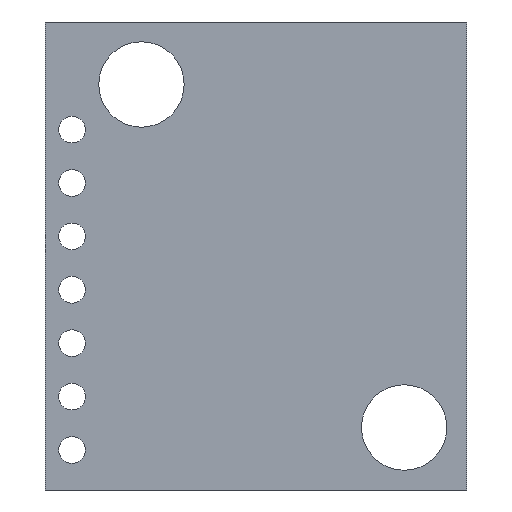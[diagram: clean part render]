
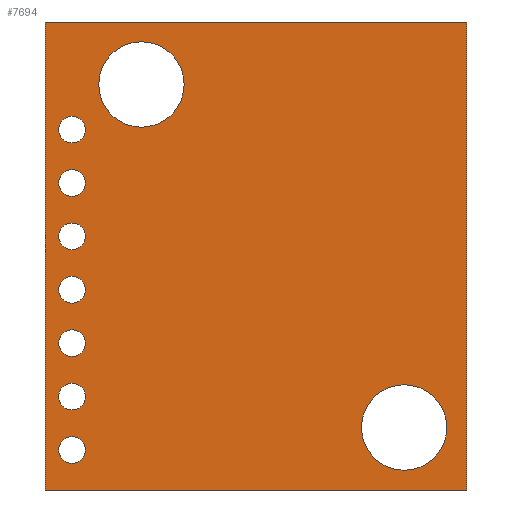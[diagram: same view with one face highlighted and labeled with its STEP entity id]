
A CAD part, front view. The second image highlights one B-rep face of the part: STEP entity #7694.
In plain terms, the highlighted planar face has unit normal (0, -1, 0).
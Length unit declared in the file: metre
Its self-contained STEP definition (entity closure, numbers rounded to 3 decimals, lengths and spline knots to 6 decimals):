
#2747=DIRECTION('',(0.,0.,1.));
#2748=VECTOR('',#2747,22.2631);
#2749=CARTESIAN_POINT('',(-10.0203,0.,-11.13155));
#2750=LINE('',#2749,#2748);
#2751=DIRECTION('',(1.,0.,0.));
#2752=VECTOR('',#2751,20.0406);
#2753=CARTESIAN_POINT('',(-10.0203,0.,11.13155));
#2754=LINE('',#2753,#2752);
#2755=DIRECTION('',(0.,0.,-1.));
#2756=VECTOR('',#2755,22.2631);
#2757=CARTESIAN_POINT('',(10.0203,0.,11.13155));
#2758=LINE('',#2757,#2756);
#2759=DIRECTION('',(-1.,0.,0.));
#2760=VECTOR('',#2759,20.0406);
#2761=CARTESIAN_POINT('',(10.0203,0.,-11.13155));
#2762=LINE('',#2761,#2760);
#2763=CARTESIAN_POINT('',(-5.4483,0.,8.15975));
#2764=DIRECTION('',(0.,1.,0.));
#2765=DIRECTION('',(1.,0.,0.));
#2766=AXIS2_PLACEMENT_3D('',#2763,#2764,#2765);
#2768=CARTESIAN_POINT('',(-5.4483,0.,8.15975));
#2769=DIRECTION('',(0.,1.,0.));
#2770=DIRECTION('',(-1.,0.,0.));
#2771=AXIS2_PLACEMENT_3D('',#2768,#2769,#2770);
#2773=CARTESIAN_POINT('',(7.0485,0.,-8.15975));
#2774=DIRECTION('',(0.,1.,0.));
#2775=DIRECTION('',(1.,0.,0.));
#2776=AXIS2_PLACEMENT_3D('',#2773,#2774,#2775);
#2778=CARTESIAN_POINT('',(7.0485,0.,-8.15975));
#2779=DIRECTION('',(0.,1.,0.));
#2780=DIRECTION('',(-1.,0.,0.));
#2781=AXIS2_PLACEMENT_3D('',#2778,#2779,#2780);
#2783=CARTESIAN_POINT('',(-8.7503,0.,-9.22655));
#2784=DIRECTION('',(0.,1.,0.));
#2785=DIRECTION('',(0.,0.,1.));
#2786=AXIS2_PLACEMENT_3D('',#2783,#2784,#2785);
#2788=CARTESIAN_POINT('',(-8.7503,0.,-9.22655));
#2789=DIRECTION('',(0.,1.,0.));
#2790=DIRECTION('',(0.,0.,-1.));
#2791=AXIS2_PLACEMENT_3D('',#2788,#2789,#2790);
#2793=CARTESIAN_POINT('',(-8.7503,0.,-6.68655));
#2794=DIRECTION('',(0.,1.,0.));
#2795=DIRECTION('',(0.,0.,1.));
#2796=AXIS2_PLACEMENT_3D('',#2793,#2794,#2795);
#2798=CARTESIAN_POINT('',(-8.7503,0.,-6.68655));
#2799=DIRECTION('',(0.,1.,0.));
#2800=DIRECTION('',(0.,0.,-1.));
#2801=AXIS2_PLACEMENT_3D('',#2798,#2799,#2800);
#2803=CARTESIAN_POINT('',(-8.7503,0.,-4.14655));
#2804=DIRECTION('',(0.,1.,0.));
#2805=DIRECTION('',(0.,0.,1.));
#2806=AXIS2_PLACEMENT_3D('',#2803,#2804,#2805);
#2808=CARTESIAN_POINT('',(-8.7503,0.,-4.14655));
#2809=DIRECTION('',(0.,1.,0.));
#2810=DIRECTION('',(0.,0.,-1.));
#2811=AXIS2_PLACEMENT_3D('',#2808,#2809,#2810);
#2813=CARTESIAN_POINT('',(-8.7503,0.,-1.60655));
#2814=DIRECTION('',(0.,1.,0.));
#2815=DIRECTION('',(0.,0.,1.));
#2816=AXIS2_PLACEMENT_3D('',#2813,#2814,#2815);
#2818=CARTESIAN_POINT('',(-8.7503,0.,-1.60655));
#2819=DIRECTION('',(0.,1.,0.));
#2820=DIRECTION('',(0.,0.,-1.));
#2821=AXIS2_PLACEMENT_3D('',#2818,#2819,#2820);
#2823=CARTESIAN_POINT('',(-8.7503,0.,0.93345));
#2824=DIRECTION('',(0.,1.,0.));
#2825=DIRECTION('',(0.,0.,1.));
#2826=AXIS2_PLACEMENT_3D('',#2823,#2824,#2825);
#2828=CARTESIAN_POINT('',(-8.7503,0.,0.93345));
#2829=DIRECTION('',(0.,1.,0.));
#2830=DIRECTION('',(0.,0.,-1.));
#2831=AXIS2_PLACEMENT_3D('',#2828,#2829,#2830);
#2833=CARTESIAN_POINT('',(-8.7503,0.,3.47345));
#2834=DIRECTION('',(0.,1.,0.));
#2835=DIRECTION('',(0.,0.,1.));
#2836=AXIS2_PLACEMENT_3D('',#2833,#2834,#2835);
#2838=CARTESIAN_POINT('',(-8.7503,0.,3.47345));
#2839=DIRECTION('',(0.,1.,0.));
#2840=DIRECTION('',(0.,0.,-1.));
#2841=AXIS2_PLACEMENT_3D('',#2838,#2839,#2840);
#2843=CARTESIAN_POINT('',(-8.7503,0.,6.01345));
#2844=DIRECTION('',(0.,1.,0.));
#2845=DIRECTION('',(0.,0.,1.));
#2846=AXIS2_PLACEMENT_3D('',#2843,#2844,#2845);
#2848=CARTESIAN_POINT('',(-8.7503,0.,6.01345));
#2849=DIRECTION('',(0.,1.,0.));
#2850=DIRECTION('',(0.,0.,-1.));
#2851=AXIS2_PLACEMENT_3D('',#2848,#2849,#2850);
#3200=CARTESIAN_POINT('',(-10.0203,0.,-11.13155));
#3201=CARTESIAN_POINT('',(-10.0203,0.,11.13155));
#3202=VERTEX_POINT('',#3200);
#3203=VERTEX_POINT('',#3201);
#3204=CARTESIAN_POINT('',(10.0203,0.,11.13155));
#3205=VERTEX_POINT('',#3204);
#3206=CARTESIAN_POINT('',(10.0203,0.,-11.13155));
#3207=VERTEX_POINT('',#3206);
#3228=CARTESIAN_POINT('',(-3.4163,0.,8.15975));
#3229=CARTESIAN_POINT('',(-7.4803,0.,8.15975));
#3230=VERTEX_POINT('',#3228);
#3231=VERTEX_POINT('',#3229);
#3232=CARTESIAN_POINT('',(9.0805,0.,-8.15975));
#3233=CARTESIAN_POINT('',(5.0165,0.,-8.15975));
#3234=VERTEX_POINT('',#3232);
#3235=VERTEX_POINT('',#3233);
#3256=CARTESIAN_POINT('',(-8.7503,0.,-8.59155));
#3257=CARTESIAN_POINT('',(-8.7503,0.,-9.86155));
#3258=VERTEX_POINT('',#3256);
#3259=VERTEX_POINT('',#3257);
#3260=CARTESIAN_POINT('',(-8.7503,0.,-6.05155));
#3261=CARTESIAN_POINT('',(-8.7503,0.,-7.32155));
#3262=VERTEX_POINT('',#3260);
#3263=VERTEX_POINT('',#3261);
#3264=CARTESIAN_POINT('',(-8.7503,0.,-3.51155));
#3265=CARTESIAN_POINT('',(-8.7503,0.,-4.78155));
#3266=VERTEX_POINT('',#3264);
#3267=VERTEX_POINT('',#3265);
#3268=CARTESIAN_POINT('',(-8.7503,0.,-0.97155));
#3269=CARTESIAN_POINT('',(-8.7503,0.,-2.24155));
#3270=VERTEX_POINT('',#3268);
#3271=VERTEX_POINT('',#3269);
#3272=CARTESIAN_POINT('',(-8.7503,0.,1.56845));
#3273=CARTESIAN_POINT('',(-8.7503,0.,0.29845));
#3274=VERTEX_POINT('',#3272);
#3275=VERTEX_POINT('',#3273);
#3276=CARTESIAN_POINT('',(-8.7503,0.,4.10845));
#3277=CARTESIAN_POINT('',(-8.7503,0.,2.83845));
#3278=VERTEX_POINT('',#3276);
#3279=VERTEX_POINT('',#3277);
#3280=CARTESIAN_POINT('',(-8.7503,0.,6.64845));
#3281=CARTESIAN_POINT('',(-8.7503,0.,5.37845));
#3282=VERTEX_POINT('',#3280);
#3283=VERTEX_POINT('',#3281);
#7626=CARTESIAN_POINT('',(0.,0.,0.));
#7627=DIRECTION('',(0.,1.,0.));
#7628=DIRECTION('',(1.,0.,0.));
#7629=AXIS2_PLACEMENT_3D('',#7626,#7627,#7628);
#7630=PLANE('',#7629);
#7631=ORIENTED_EDGE('',*,*,#7616,.T.);
#7633=ORIENTED_EDGE('',*,*,#7632,.T.);
#7635=ORIENTED_EDGE('',*,*,#7634,.T.);
#7637=ORIENTED_EDGE('',*,*,#7636,.T.);
#7638=EDGE_LOOP('',(#7631,#7633,#7635,#7637));
#7639=FACE_OUTER_BOUND('',#7638,.F.);
#7641=ORIENTED_EDGE('',*,*,#7640,.F.);
#7643=ORIENTED_EDGE('',*,*,#7642,.F.);
#7644=EDGE_LOOP('',(#7641,#7643));
#7645=FACE_BOUND('',#7644,.F.);
#7647=ORIENTED_EDGE('',*,*,#7646,.F.);
#7649=ORIENTED_EDGE('',*,*,#7648,.F.);
#7650=EDGE_LOOP('',(#7647,#7649));
#7651=FACE_BOUND('',#7650,.F.);
#7653=ORIENTED_EDGE('',*,*,#7652,.F.);
#7655=ORIENTED_EDGE('',*,*,#7654,.F.);
#7656=EDGE_LOOP('',(#7653,#7655));
#7657=FACE_BOUND('',#7656,.F.);
#7659=ORIENTED_EDGE('',*,*,#7658,.F.);
#7661=ORIENTED_EDGE('',*,*,#7660,.F.);
#7662=EDGE_LOOP('',(#7659,#7661));
#7663=FACE_BOUND('',#7662,.F.);
#7665=ORIENTED_EDGE('',*,*,#7664,.F.);
#7667=ORIENTED_EDGE('',*,*,#7666,.F.);
#7668=EDGE_LOOP('',(#7665,#7667));
#7669=FACE_BOUND('',#7668,.F.);
#7671=ORIENTED_EDGE('',*,*,#7670,.F.);
#7673=ORIENTED_EDGE('',*,*,#7672,.F.);
#7674=EDGE_LOOP('',(#7671,#7673));
#7675=FACE_BOUND('',#7674,.F.);
#7677=ORIENTED_EDGE('',*,*,#7676,.F.);
#7679=ORIENTED_EDGE('',*,*,#7678,.F.);
#7680=EDGE_LOOP('',(#7677,#7679));
#7681=FACE_BOUND('',#7680,.F.);
#7683=ORIENTED_EDGE('',*,*,#7682,.F.);
#7685=ORIENTED_EDGE('',*,*,#7684,.F.);
#7686=EDGE_LOOP('',(#7683,#7685));
#7687=FACE_BOUND('',#7686,.F.);
#7689=ORIENTED_EDGE('',*,*,#7688,.F.);
#7691=ORIENTED_EDGE('',*,*,#7690,.F.);
#7692=EDGE_LOOP('',(#7689,#7691));
#7693=FACE_BOUND('',#7692,.F.);
#7694=ADVANCED_FACE('',(#7639,#7645,#7651,#7657,#7663,#7669,#7675,#7681,#7687,
#7693),#7630,.F.);
#2767=CIRCLE('',#2766,2.032);
#2772=CIRCLE('',#2771,2.032);
#2777=CIRCLE('',#2776,2.032);
#2782=CIRCLE('',#2781,2.032);
#2787=CIRCLE('',#2786,0.635);
#2792=CIRCLE('',#2791,0.635);
#2797=CIRCLE('',#2796,0.635);
#2802=CIRCLE('',#2801,0.635);
#2807=CIRCLE('',#2806,0.635);
#2812=CIRCLE('',#2811,0.635);
#2817=CIRCLE('',#2816,0.635);
#2822=CIRCLE('',#2821,0.635);
#2827=CIRCLE('',#2826,0.635);
#2832=CIRCLE('',#2831,0.635);
#2837=CIRCLE('',#2836,0.635);
#2842=CIRCLE('',#2841,0.635);
#2847=CIRCLE('',#2846,0.635);
#2852=CIRCLE('',#2851,0.635);
#7616=EDGE_CURVE('',#3202,#3203,#2750,.T.);
#7632=EDGE_CURVE('',#3203,#3205,#2754,.T.);
#7634=EDGE_CURVE('',#3205,#3207,#2758,.T.);
#7636=EDGE_CURVE('',#3207,#3202,#2762,.T.);
#7640=EDGE_CURVE('',#3230,#3231,#2767,.T.);
#7642=EDGE_CURVE('',#3231,#3230,#2772,.T.);
#7646=EDGE_CURVE('',#3234,#3235,#2777,.T.);
#7648=EDGE_CURVE('',#3235,#3234,#2782,.T.);
#7652=EDGE_CURVE('',#3258,#3259,#2787,.T.);
#7654=EDGE_CURVE('',#3259,#3258,#2792,.T.);
#7658=EDGE_CURVE('',#3262,#3263,#2797,.T.);
#7660=EDGE_CURVE('',#3263,#3262,#2802,.T.);
#7664=EDGE_CURVE('',#3266,#3267,#2807,.T.);
#7666=EDGE_CURVE('',#3267,#3266,#2812,.T.);
#7670=EDGE_CURVE('',#3270,#3271,#2817,.T.);
#7672=EDGE_CURVE('',#3271,#3270,#2822,.T.);
#7676=EDGE_CURVE('',#3274,#3275,#2827,.T.);
#7678=EDGE_CURVE('',#3275,#3274,#2832,.T.);
#7682=EDGE_CURVE('',#3278,#3279,#2837,.T.);
#7684=EDGE_CURVE('',#3279,#3278,#2842,.T.);
#7688=EDGE_CURVE('',#3282,#3283,#2847,.T.);
#7690=EDGE_CURVE('',#3283,#3282,#2852,.T.);
